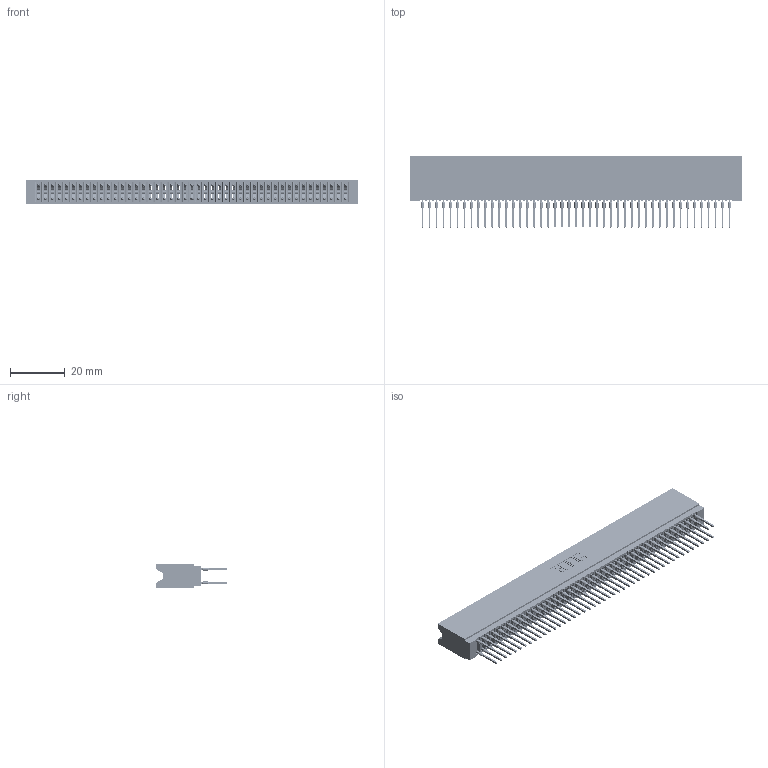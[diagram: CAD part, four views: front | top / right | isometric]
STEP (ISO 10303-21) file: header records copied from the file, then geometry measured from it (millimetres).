
FILE_DESCRIPTION (( 'STEP AP203' ), '1' );
FILE_NAME ('745-090-522-206.STEP', '2026-02-26T22:24:48', ( '' ), ( '' ), 'SwSTEP 2.0', 'SolidWorks 2023', '' );
FILE_SCHEMA (( 'CONFIG_CONTROL_DESIGN' ));
Length unit declared in the file: millimetre
Products named in the file (3): 745 Part_Insulator Option - 06; 745-292-001_522; 745-090-522-206
Assembly tree (91 placements, depth 2):
  745-090-522-206
    745 Part_Insulator Option - 06
    745-292-001_522  x90
Bounding box: 120.9 x 25.92 x 8.89 mm (x, y, z)
Volume: 10942.9 mm3; surface area: 22654.6 mm2
Topology: 91 solids, 91 shells, 8151 faces, 21905 edges, 13762 vertices
Faces by surface type: plane 4196, bspline 1800, cylinder 1615, torus 540
Entity records: 75369 total; most frequent: CARTESIAN_POINT 13574, ORIENTED_EDGE 13016, DIRECTION 11368, EDGE_CURVE 6508, LINE 6056, VECTOR 6056, VERTEX_POINT 4150, AXIS2_PLACEMENT_3D 2656
